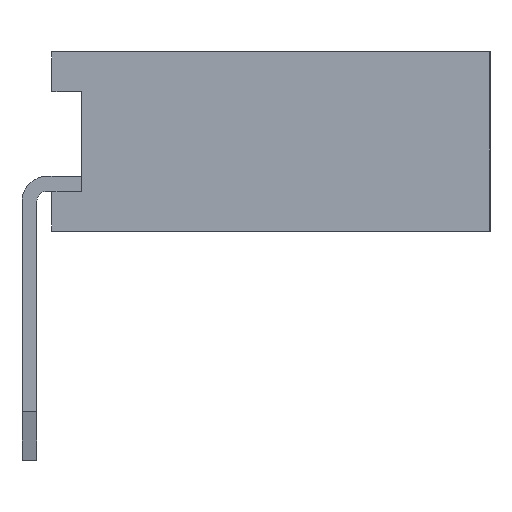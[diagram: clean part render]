
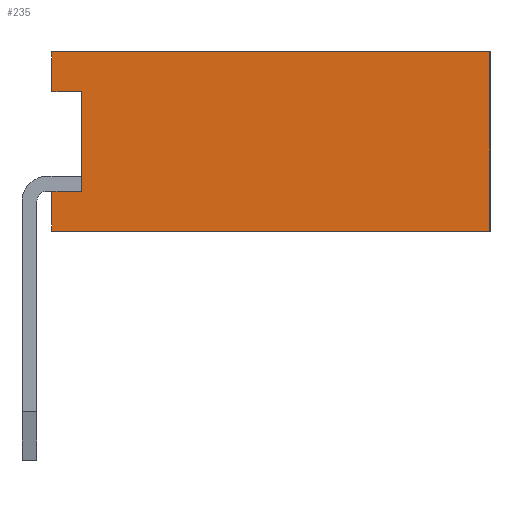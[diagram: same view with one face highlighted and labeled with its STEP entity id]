
A CAD part, left-side view. The second image highlights one B-rep face of the part: STEP entity #235.
In plain terms, the highlighted planar face has unit normal (-1, 0, 0).
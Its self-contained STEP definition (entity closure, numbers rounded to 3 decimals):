
#235=ADVANCED_FACE('',(#6150),#6152,.T.);
#6150=FACE_BOUND('',#6151,.T.);
#6151=EDGE_LOOP('',(#10871,#10872,#10873,#10874,#10875,#10876,#10877,#10878));
#6152=PLANE('',#6153);
#6153=AXIS2_PLACEMENT_3D('',#6154,#6155,#6156);
#6154=CARTESIAN_POINT('',(-0.635,-4.625,0.));
#6155=DIRECTION('',(-1.,0.,0.));
#6156=DIRECTION('',(0.,0.,1.));
#10871=ORIENTED_EDGE('',*,*,#14349,.T.);
#10872=ORIENTED_EDGE('',*,*,#14405,.T.);
#10873=ORIENTED_EDGE('',*,*,#14298,.T.);
#10874=ORIENTED_EDGE('',*,*,#14404,.F.);
#10875=ORIENTED_EDGE('',*,*,#14406,.F.);
#10876=ORIENTED_EDGE('',*,*,#14407,.T.);
#10877=ORIENTED_EDGE('',*,*,#14408,.T.);
#10878=ORIENTED_EDGE('',*,*,#14399,.F.);
#14298=EDGE_CURVE('',#16073,#16070,#16074,.F.);
#14349=EDGE_CURVE('',#16175,#16173,#16176,.F.);
#14399=EDGE_CURVE('',#16175,#16268,#16269,.T.);
#14404=EDGE_CURVE('',#16275,#16070,#16277,.T.);
#14405=EDGE_CURVE('',#16173,#16073,#16278,.T.);
#14406=EDGE_CURVE('',#16279,#16275,#16280,.T.);
#14407=EDGE_CURVE('',#16279,#16281,#16282,.T.);
#14408=EDGE_CURVE('',#16281,#16268,#16283,.T.);
#16070=VERTEX_POINT('',#18981);
#16073=VERTEX_POINT('',#18986);
#16074=LINE('',#18987,#18988);
#16173=VERTEX_POINT('',#19186);
#16175=VERTEX_POINT('',#19190);
#16176=LINE('',#19191,#19192);
#16268=VERTEX_POINT('',#19383);
#16269=LINE('',#19384,#19385);
#16275=VERTEX_POINT('',#19398);
#16277=LINE('',#19402,#19403);
#16278=LINE('',#19405,#19406);
#16279=VERTEX_POINT('',#19408);
#16280=LINE('',#19409,#19410);
#16281=VERTEX_POINT('',#19412);
#16282=LINE('',#19413,#19414);
#16283=LINE('',#19416,#19417);
#18981=CARTESIAN_POINT('',(-0.635,-0.225,0.4));
#18986=CARTESIAN_POINT('',(-0.635,-0.525,0.4));
#18987=CARTESIAN_POINT('',(-0.635,-0.225,0.4));
#18988=VECTOR('',#18989,1.);
#18989=DIRECTION('',(0.,-1.,0.));
#19186=CARTESIAN_POINT('',(-0.635,-0.525,1.4));
#19190=CARTESIAN_POINT('',(-0.635,-0.225,1.4));
#19191=CARTESIAN_POINT('',(-0.635,-0.525,1.4));
#19192=VECTOR('',#19193,1.);
#19193=DIRECTION('',(0.,1.,0.));
#19383=CARTESIAN_POINT('',(-0.635,-0.225,1.8));
#19384=CARTESIAN_POINT('',(-0.635,-0.225,1.4));
#19385=VECTOR('',#19386,1.);
#19386=DIRECTION('',(0.,0.,1.));
#19398=CARTESIAN_POINT('',(-0.635,-0.225,0.));
#19402=CARTESIAN_POINT('',(-0.635,-0.225,0.));
#19403=VECTOR('',#19404,1.);
#19404=DIRECTION('',(0.,0.,1.));
#19405=CARTESIAN_POINT('',(-0.635,-0.525,1.4));
#19406=VECTOR('',#19407,1.);
#19407=DIRECTION('',(0.,0.,-1.));
#19408=CARTESIAN_POINT('',(-0.635,-4.625,0.));
#19409=CARTESIAN_POINT('',(-0.635,-4.625,0.));
#19410=VECTOR('',#19411,1.);
#19411=DIRECTION('',(0.,1.,0.));
#19412=CARTESIAN_POINT('',(-0.635,-4.625,1.8));
#19413=CARTESIAN_POINT('',(-0.635,-4.625,0.));
#19414=VECTOR('',#19415,1.);
#19415=DIRECTION('',(0.,0.,1.));
#19416=CARTESIAN_POINT('',(-0.635,-4.625,1.8));
#19417=VECTOR('',#19418,1.);
#19418=DIRECTION('',(0.,1.,0.));
